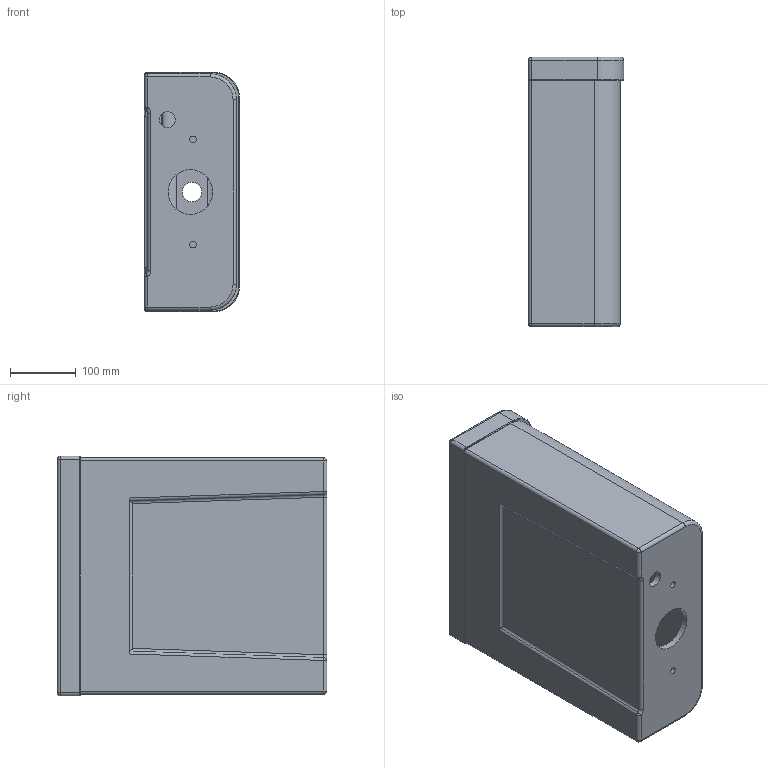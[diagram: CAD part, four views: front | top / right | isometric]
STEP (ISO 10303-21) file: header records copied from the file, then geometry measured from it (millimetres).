
FILE_DESCRIPTION (( 'STEP AP214' ), '1' );
FILE_NAME ('MACI01_V10719.STEP', '2021-04-09T15:39:55', ( '' ), ( '' ), 'SwSTEP 2.0', 'SolidWorks 2019', '' );
FILE_SCHEMA (( 'AUTOMOTIVE_DESIGN' ));
Length unit declared in the file: millimetre
Products named in the file (1): MACI01_V10719
Bounding box: 145 x 410 x 365 mm (x, y, z)
Volume: 5123934.8 mm3; surface area: 939568.1 mm2
Topology: 2 solids, 2 shells, 178 faces, 424 edges, 234 vertices
Faces by surface type: cylinder 74, plane 38, bspline 26, torus 18, sphere 14, cone 8
Entity records: 12600 total; most frequent: CARTESIAN_POINT 6772, ORIENTED_EDGE 812, DIRECTION 802, EDGE_CURVE 406, AXIS2_PLACEMENT_3D 315, VERTEX_POINT 234, EDGE_LOOP 190, UNCERTAINTY_MEASURE_WITH_UNIT 182
